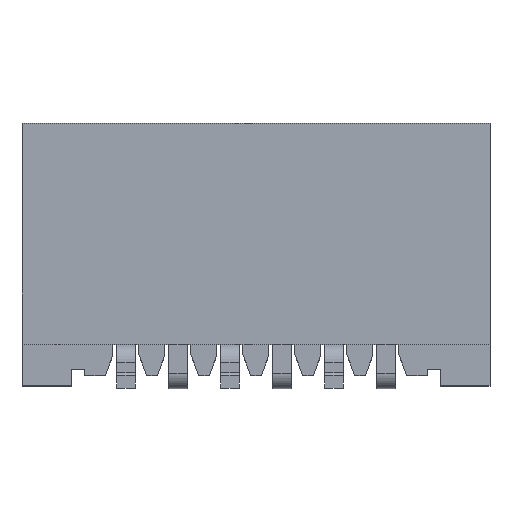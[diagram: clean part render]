
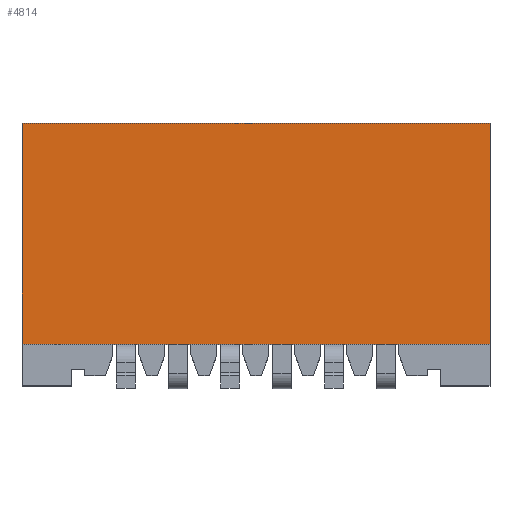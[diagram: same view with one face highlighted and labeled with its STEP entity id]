
A CAD part, top view. The second image highlights one B-rep face of the part: STEP entity #4814.
In plain terms, the highlighted planar face has unit normal (0, 0, 1).
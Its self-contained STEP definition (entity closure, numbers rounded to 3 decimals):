
#9=DIRECTION('',(0.,-1.,0.));
#10=VECTOR('',#9,4.25);
#11=CARTESIAN_POINT('',(-4.5,5.05,1.5));
#12=LINE('',#11,#10);
#85=DIRECTION('',(0.,-1.,0.));
#86=VECTOR('',#85,4.25);
#87=CARTESIAN_POINT('',(4.5,5.05,1.5));
#88=LINE('',#87,#86);
#441=DIRECTION('',(1.,0.,0.));
#442=VECTOR('',#441,9.);
#443=CARTESIAN_POINT('',(-4.5,0.8,1.5));
#444=LINE('',#443,#442);
#1261=DIRECTION('',(1.,0.,0.));
#1262=VECTOR('',#1261,9.);
#1263=CARTESIAN_POINT('',(-4.5,5.05,1.5));
#1264=LINE('',#1263,#1262);
#2553=CARTESIAN_POINT('',(-4.5,0.8,1.5));
#2555=VERTEX_POINT('',#2553);
#2559=CARTESIAN_POINT('',(-4.5,5.05,1.5));
#2560=VERTEX_POINT('',#2559);
#2561=CARTESIAN_POINT('',(4.5,0.8,1.5));
#2563=VERTEX_POINT('',#2561);
#2568=CARTESIAN_POINT('',(4.5,5.05,1.5));
#2570=VERTEX_POINT('',#2568);
#4803=CARTESIAN_POINT('',(-4.5,5.05,1.5));
#4804=DIRECTION('',(0.,0.,1.));
#4805=DIRECTION('',(0.,-1.,0.));
#4806=AXIS2_PLACEMENT_3D('',#4803,#4804,#4805);
#4807=PLANE('',#4806);
#4808=ORIENTED_EDGE('',*,*,#3378,.F.);
#4809=ORIENTED_EDGE('',*,*,#4332,.T.);
#4810=ORIENTED_EDGE('',*,*,#3482,.T.);
#4811=ORIENTED_EDGE('',*,*,#3649,.F.);
#4812=EDGE_LOOP('',(#4808,#4809,#4810,#4811));
#4813=FACE_OUTER_BOUND('',#4812,.F.);
#4814=ADVANCED_FACE('',(#4813),#4807,.T.);
#3378=EDGE_CURVE('',#2560,#2555,#12,.T.);
#3482=EDGE_CURVE('',#2570,#2563,#88,.T.);
#3649=EDGE_CURVE('',#2555,#2563,#444,.T.);
#4332=EDGE_CURVE('',#2560,#2570,#1264,.T.);
